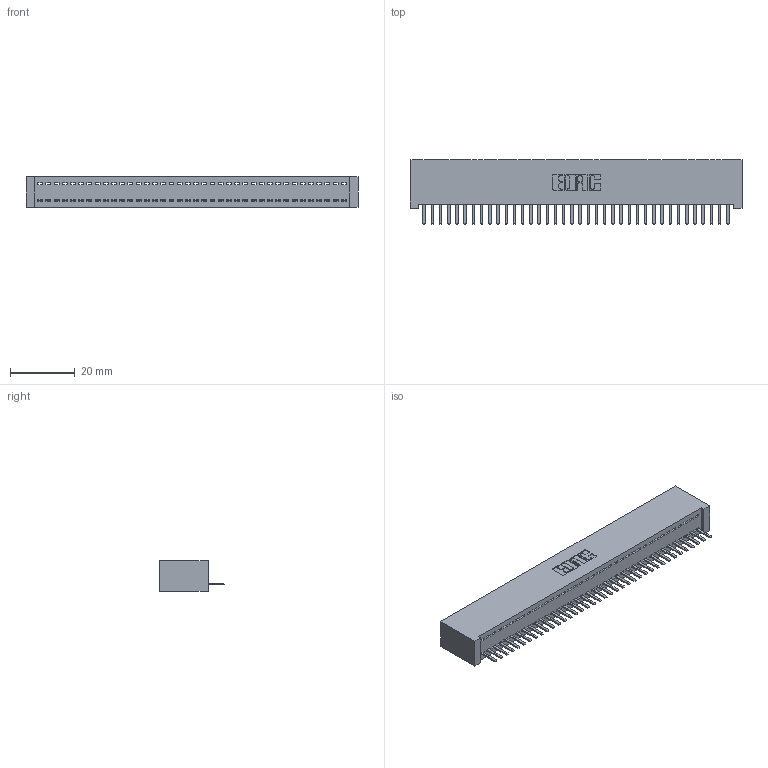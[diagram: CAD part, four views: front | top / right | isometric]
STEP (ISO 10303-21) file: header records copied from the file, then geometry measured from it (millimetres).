
FILE_DESCRIPTION (( 'STEP AP203' ), '1' );
FILE_NAME ('392-038-520-101.STEP', '2019-10-07T18:14:53', ( '' ), ( '' ), 'SwSTEP 2.0', 'SolidWorks 2016', '' );
FILE_SCHEMA (( 'CONFIG_CONTROL_DESIGN' ));
Length unit declared in the file: inch
Products named in the file (3): 342 Part_Lugless; 345-292-001_345-293-120; 392-038-520-101
Assembly tree (39 placements, depth 2):
  392-038-520-101
    342 Part_Lugless
    345-292-001_345-293-120  x38
Bounding box: 102.77 x 20.02 x 9.4 mm (x, y, z)
Volume: 9295.7 mm3; surface area: 13549.3 mm2
Topology: 39 solids, 39 shells, 2458 faces, 7267 edges, 4742 vertices
Faces by surface type: plane 1734, cylinder 724
Entity records: 23453 total; most frequent: CARTESIAN_POINT 4064, ORIENTED_EDGE 4026, DIRECTION 3417, EDGE_CURVE 2013, VECTOR 1889, LINE 1889, VERTEX_POINT 1338, AXIS2_PLACEMENT_3D 764
